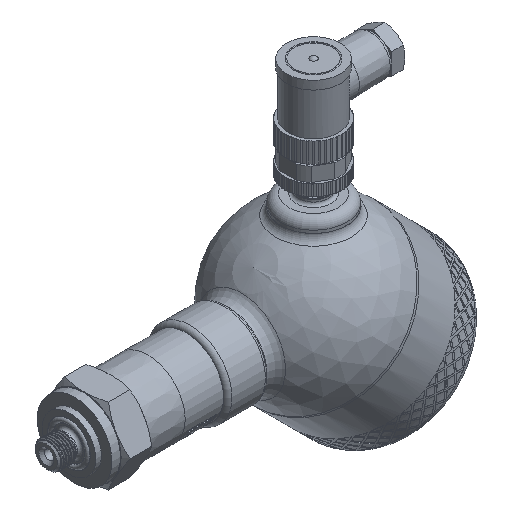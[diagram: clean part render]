
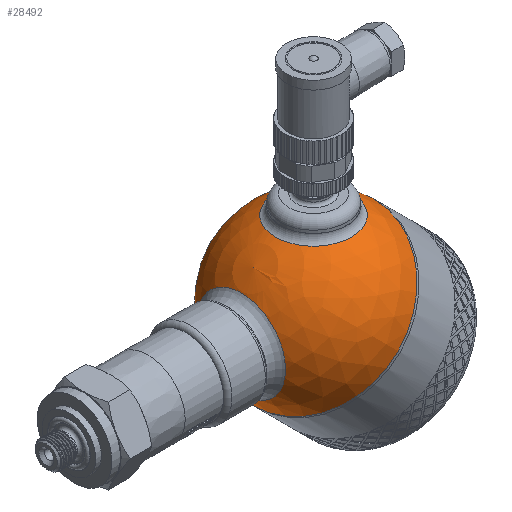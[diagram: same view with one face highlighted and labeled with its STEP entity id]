
A CAD part, isometric view. The second image highlights one B-rep face of the part: STEP entity #28492.
In plain terms, the highlighted spherical face has radius 30 mm.
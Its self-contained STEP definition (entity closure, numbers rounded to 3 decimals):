
#45=SPHERICAL_SURFACE('',#30233,30.);
#1090=FACE_BOUND('',#3830,.T.);
#1091=FACE_BOUND('',#3831,.T.);
#2009=FACE_OUTER_BOUND('',#3829,.T.);
#3829=EDGE_LOOP('',(#20368,#20369,#20370,#20371));
#3830=EDGE_LOOP('',(#20372));
#3831=EDGE_LOOP('',(#20373));
#5557=CIRCLE('',#30155,30.);
#5558=CIRCLE('',#30156,30.);
#5585=CIRCLE('',#30229,13.5);
#5588=CIRCLE('',#30234,30.);
#5589=CIRCLE('',#30235,15.643);
#11080=VERTEX_POINT('',#39877);
#11081=VERTEX_POINT('',#39879);
#11580=VERTEX_POINT('',#46266);
#11582=VERTEX_POINT('',#46273);
#11583=VERTEX_POINT('',#46275);
#14148=EDGE_CURVE('',#11080,#11081,#5557,.T.);
#14149=EDGE_CURVE('',#11081,#11080,#5558,.T.);
#14900=EDGE_CURVE('',#11580,#11580,#5585,.T.);
#14903=EDGE_CURVE('',#11081,#11582,#5588,.T.);
#14904=EDGE_CURVE('',#11583,#11583,#5589,.T.);
#20368=ORIENTED_EDGE('',*,*,#14149,.F.);
#20369=ORIENTED_EDGE('',*,*,#14903,.T.);
#20370=ORIENTED_EDGE('',*,*,#14903,.F.);
#20371=ORIENTED_EDGE('',*,*,#14148,.F.);
#20372=ORIENTED_EDGE('',*,*,#14904,.F.);
#20373=ORIENTED_EDGE('',*,*,#14900,.F.);
#28492=ADVANCED_FACE('',(#2009,#1090,#1091),#45,.T.);
#30155=AXIS2_PLACEMENT_3D('',#39880,#32026,#32027);
#30156=AXIS2_PLACEMENT_3D('',#39881,#32028,#32029);
#30229=AXIS2_PLACEMENT_3D('',#46267,#32438,#32439);
#30233=AXIS2_PLACEMENT_3D('',#46272,#32446,#32447);
#30234=AXIS2_PLACEMENT_3D('',#46274,#32448,#32449);
#30235=AXIS2_PLACEMENT_3D('',#46276,#32450,#32451);
#32026=DIRECTION('center_axis',(1.,0.,0.));
#32027=DIRECTION('ref_axis',(0.,1.,0.));
#32028=DIRECTION('center_axis',(1.,0.,0.));
#32029=DIRECTION('ref_axis',(0.,1.,0.));
#32438=DIRECTION('center_axis',(-0.707,0.,-0.707));
#32439=DIRECTION('ref_axis',(-0.707,0.,0.707));
#32446=DIRECTION('center_axis',(1.,0.,0.));
#32447=DIRECTION('ref_axis',(0.,-1.,0.));
#32448=DIRECTION('center_axis',(0.,0.,1.));
#32449=DIRECTION('ref_axis',(0.,1.,0.));
#32450=DIRECTION('center_axis',(-0.707,0.,0.707));
#32451=DIRECTION('ref_axis',(0.707,0.,0.707));
#39877=CARTESIAN_POINT('',(0.,-30.,0.));
#39879=CARTESIAN_POINT('',(0.,30.,0.));
#39880=CARTESIAN_POINT('Origin',(0.,0.,0.));
#39881=CARTESIAN_POINT('Origin',(0.,0.,0.));
#46266=CARTESIAN_POINT('',(-9.398,0.,-28.49));
#46267=CARTESIAN_POINT('Origin',(-18.944,0.,-18.944));
#46272=CARTESIAN_POINT('Origin',(0.,0.,0.));
#46273=CARTESIAN_POINT('',(-30.,0.,0.));
#46274=CARTESIAN_POINT('Origin',(0.,0.,0.));
#46275=CARTESIAN_POINT('',(-29.162,0.,7.04));
#46276=CARTESIAN_POINT('Origin',(-18.101,0.,18.101));
